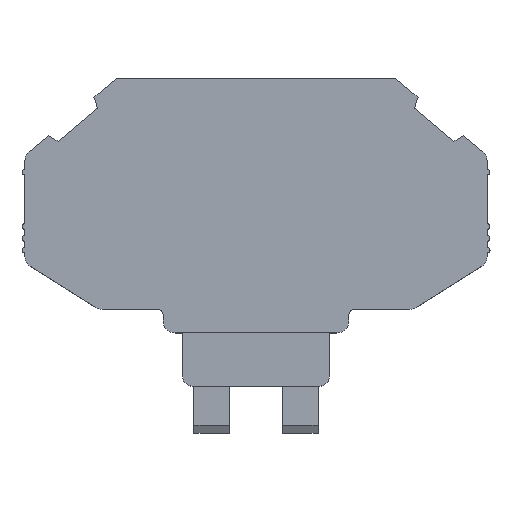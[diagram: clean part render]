
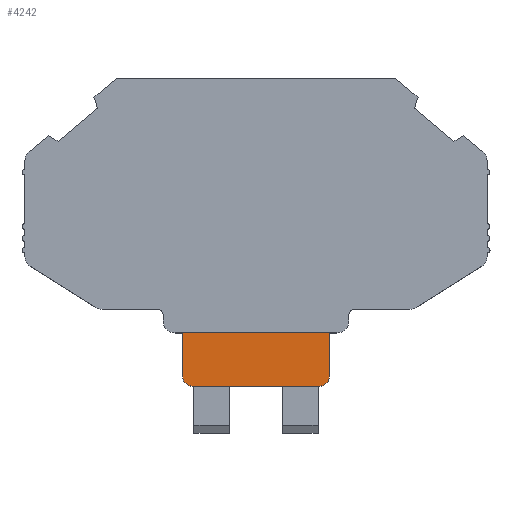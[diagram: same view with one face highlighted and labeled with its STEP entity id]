
A CAD part, top view. The second image highlights one B-rep face of the part: STEP entity #4242.
In plain terms, the highlighted planar face has unit normal (0, 0, 1).
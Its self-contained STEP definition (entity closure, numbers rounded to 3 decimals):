
#5 = EDGE_CURVE ( 'NONE', #1411, #1573, #5995, .T. ) ;
#30 = ORIENTED_EDGE ( 'NONE', *, *, #2565, .T. ) ;
#178 = ORIENTED_EDGE ( 'NONE', *, *, #2288, .T. ) ;
#565 = DIRECTION ( 'NONE',  ( 1., 0., 0. ) ) ;
#579 = DIRECTION ( 'NONE',  ( 0., 0., 1. ) ) ;
#580 = CARTESIAN_POINT ( 'NONE',  ( -49.809, 1.019, 18.561 ) ) ;
#683 = DIRECTION ( 'NONE',  ( 0., -1., 0. ) ) ;
#701 = ORIENTED_EDGE ( 'NONE', *, *, #2363, .T. ) ;
#837 = LINE ( 'NONE', #2105, #1072 ) ;
#1042 = CARTESIAN_POINT ( 'NONE',  ( -50.609, 4.669, 18.561 ) ) ;
#1072 = VECTOR ( 'NONE', #2139, 1000. ) ;
#1111 = AXIS2_PLACEMENT_3D ( 'NONE', #5601, #5583, #5560 ) ;
#1411 = VERTEX_POINT ( 'NONE', #6636 ) ;
#1487 = VERTEX_POINT ( 'NONE', #6312 ) ;
#1573 = VERTEX_POINT ( 'NONE', #2449 ) ;
#1627 = VERTEX_POINT ( 'NONE', #5568 ) ;
#1723 = CARTESIAN_POINT ( 'NONE',  ( -39.111, 4.719, 18.561 ) ) ;
#1793 = DIRECTION ( 'NONE',  ( 0., 1., 0. ) ) ;
#1863 = DIRECTION ( 'NONE',  ( -1., 0., 0. ) ) ;
#1874 = CARTESIAN_POINT ( 'NONE',  ( -38.209, 1.019, 18.561 ) ) ;
#1946 = VECTOR ( 'NONE', #2064, 1000. ) ;
#2017 = VECTOR ( 'NONE', #1863, 1000. ) ;
#2032 = AXIS2_PLACEMENT_3D ( 'NONE', #580, #579, #565 ) ;
#2064 = DIRECTION ( 'NONE',  ( 1., 0., 0. ) ) ;
#2081 = CARTESIAN_POINT ( 'NONE',  ( -49.809, 0.219, 18.561 ) ) ;
#2105 = CARTESIAN_POINT ( 'NONE',  ( -39.061, 0.219, 18.561 ) ) ;
#2139 = DIRECTION ( 'NONE',  ( 1., 0., 0. ) ) ;
#2286 = EDGE_CURVE ( 'NONE', #3441, #3509, #837, .T. ) ;
#2288 = EDGE_CURVE ( 'NONE', #3949, #3441, #6996, .T. ) ;
#2343 = CIRCLE ( 'NONE', #1111, 0.8 ) ;
#2363 = EDGE_CURVE ( 'NONE', #1487, #1411, #3424, .T. ) ;
#2449 = CARTESIAN_POINT ( 'NONE',  ( -50.609, 4.719, 18.561 ) ) ;
#2565 = EDGE_CURVE ( 'NONE', #1627, #3949, #7171, .T. ) ;
#2800 = CARTESIAN_POINT ( 'NONE',  ( -49.809, 0.219, 18.561 ) ) ;
#3043 = EDGE_CURVE ( 'NONE', #3509, #1487, #2343, .T. ) ;
#3280 = ORIENTED_EDGE ( 'NONE', *, *, #4062, .T. ) ;
#3424 = LINE ( 'NONE', #1874, #5882 ) ;
#3441 = VERTEX_POINT ( 'NONE', #5653 ) ;
#3509 = VERTEX_POINT ( 'NONE', #4832 ) ;
#3949 = VERTEX_POINT ( 'NONE', #2800 ) ;
#3997 = ORIENTED_EDGE ( 'NONE', *, *, #2286, .T. ) ;
#4014 = LINE ( 'NONE', #1042, #6096 ) ;
#4062 = EDGE_CURVE ( 'NONE', #1573, #1627, #4014, .T. ) ;
#4242 = ADVANCED_FACE ( 'NONE', ( #4685 ), #6430, .T. ) ;
#4506 = EDGE_LOOP ( 'NONE', ( #178, #3997, #6610, #701, #4669, #3280, #30 ) ) ;
#4669 = ORIENTED_EDGE ( 'NONE', *, *, #5, .T. ) ;
#4685 = FACE_OUTER_BOUND ( 'NONE', #4506, .T. ) ;
#4832 = CARTESIAN_POINT ( 'NONE',  ( -39.009, 0.219, 18.561 ) ) ;
#5560 = DIRECTION ( 'NONE',  ( 1., 0., 0. ) ) ;
#5568 = CARTESIAN_POINT ( 'NONE',  ( -50.609, 1.019, 18.561 ) ) ;
#5583 = DIRECTION ( 'NONE',  ( 0., 0., 1. ) ) ;
#5601 = CARTESIAN_POINT ( 'NONE',  ( -39.009, 1.019, 18.561 ) ) ;
#5653 = CARTESIAN_POINT ( 'NONE',  ( -49.757, 0.219, 18.561 ) ) ;
#5882 = VECTOR ( 'NONE', #1793, 1000. ) ;
#5995 = LINE ( 'NONE', #1723, #2017 ) ;
#6096 = VECTOR ( 'NONE', #683, 1000. ) ;
#6289 = DIRECTION ( 'NONE',  ( 1., 0., 0. ) ) ;
#6295 = DIRECTION ( 'NONE',  ( 0., 0., 1. ) ) ;
#6312 = CARTESIAN_POINT ( 'NONE',  ( -38.209, 1.019, 18.561 ) ) ;
#6314 = CARTESIAN_POINT ( 'NONE',  ( -49.809, 1.019, 18.561 ) ) ;
#6430 = PLANE ( 'NONE',  #7248 ) ;
#6610 = ORIENTED_EDGE ( 'NONE', *, *, #3043, .T. ) ;
#6636 = CARTESIAN_POINT ( 'NONE',  ( -38.209, 4.719, 18.561 ) ) ;
#6996 = LINE ( 'NONE', #2081, #1946 ) ;
#7171 = CIRCLE ( 'NONE', #2032, 0.8 ) ;
#7248 = AXIS2_PLACEMENT_3D ( 'NONE', #6314, #6295, #6289 ) ;
